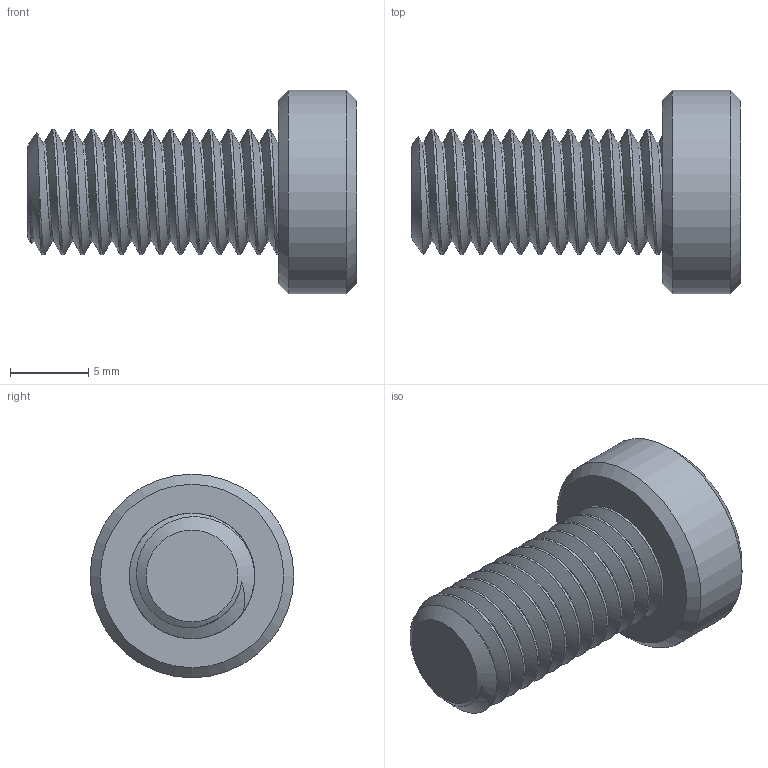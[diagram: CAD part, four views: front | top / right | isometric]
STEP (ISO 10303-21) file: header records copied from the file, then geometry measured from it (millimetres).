
FILE_DESCRIPTION(/* description */ (''),/* implementation_level */ '2;1');
FILE_NAME(/* name */ 'M8x16LHSCS-0 v1.step',/* time_stamp */ '2020-09-15T10:44:28-04:00',/* author */ (''),/* organization */ (''),/* preprocessor_version */ 'ST-DEVELOPER v18.1',/* originating_system */ 'Autodesk Translation Framework v9.3.0.1241',/* authorisation */ '');
FILE_SCHEMA (('AUTOMOTIVE_DESIGN { 1 0 10303 214 3 1 1 }'));
Length unit declared in the file: millimetre
Products named in the file (2): M8x16LHSCS-0; 92855A716
Assembly tree (1 placements, depth 2):
  M8x16LHSCS-0
    92855A716
Bounding box: 21 x 13 x 13 mm (x, y, z)
Volume: 1214.5 mm3; surface area: 1117 mm2
Topology: 1 solids, 1 shells, 50 faces, 125 edges, 79 vertices
Faces by surface type: cylinder 29, plane 10, cone 9, bspline 2
Full cylindrical faces by diameter (mm): 6.376 x12, 8 x12, 13 x1
Entity records: 3954 total; most frequent: CARTESIAN_POINT 2832, ORIENTED_EDGE 250, DIRECTION 180, EDGE_CURVE 125, VERTEX_POINT 79, AXIS2_PLACEMENT_3D 69, B_SPLINE_CURVE_WITH_KNOTS 59, EDGE_LOOP 52
